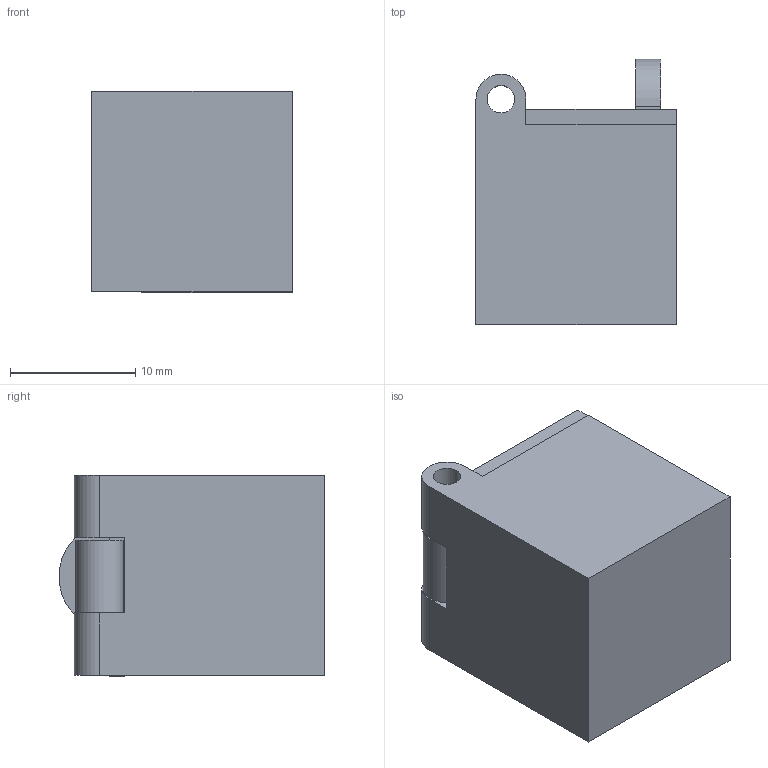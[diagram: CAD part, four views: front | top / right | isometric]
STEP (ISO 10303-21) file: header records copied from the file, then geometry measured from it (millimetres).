
FILE_DESCRIPTION(/* description */ (''),/* implementation_level */ '2;1');
FILE_NAME(/* name */ 'Storagebox v4.step',/* time_stamp */ '2021-11-22T21:30:32+05:00',/* author */ (''),/* organization */ (''),/* preprocessor_version */ 'ST-DEVELOPER v18.1',/* originating_system */ 'Autodesk Translation Framework v10.10.0.1391',/* authorisation */ '');
FILE_SCHEMA (('AUTOMOTIVE_DESIGN { 1 0 10303 214 3 1 1 }'));
Length unit declared in the file: millimetre
Products named in the file (3): Storagebox; LID; BASE
Assembly tree (2 placements, depth 2):
  Storagebox
    LID
    BASE
Bounding box: 16 x 21.2 x 16.1 mm (x, y, z)
Volume: 1621.6 mm3; surface area: 3232.3 mm2
Topology: 2 solids, 2 shells, 111 faces, 298 edges, 198 vertices
Faces by surface type: plane 61, bspline 42, cylinder 8
Full cylindrical faces by diameter (mm): 2.2 x3
Entity records: 3929 total; most frequent: CARTESIAN_POINT 1326, ORIENTED_EDGE 596, DIRECTION 378, EDGE_CURVE 298, LINE 198, VECTOR 198, VERTEX_POINT 198, EDGE_LOOP 124
